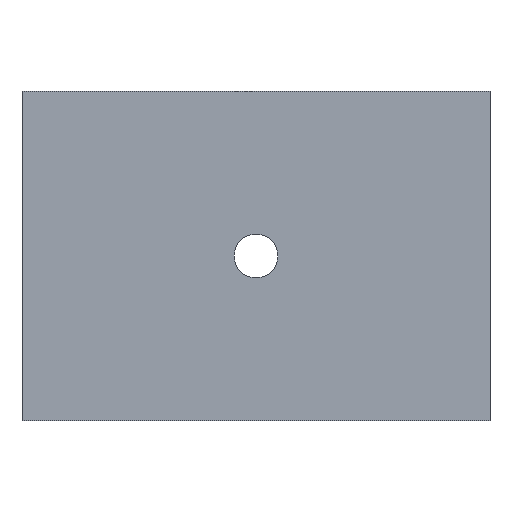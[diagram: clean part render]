
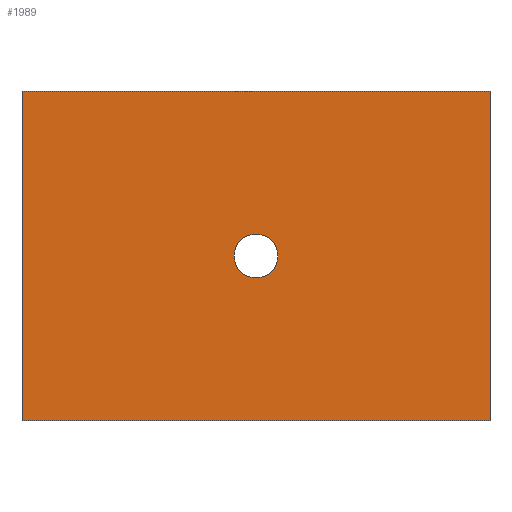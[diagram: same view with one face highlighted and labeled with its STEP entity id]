
A CAD part, front view. The second image highlights one B-rep face of the part: STEP entity #1989.
In plain terms, the highlighted planar face has unit normal (0, -1, 0).
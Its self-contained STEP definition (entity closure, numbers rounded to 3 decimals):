
#130 = VERTEX_POINT ( 'NONE', #638 ) ;
#132 = LINE ( 'NONE', #394, #378 ) ;
#142 = CARTESIAN_POINT ( 'NONE',  ( 0., 0., -345. ) ) ;
#205 = VERTEX_POINT ( 'NONE', #2256 ) ;
#242 = EDGE_CURVE ( 'NONE', #1486, #1133, #322, .T. ) ;
#322 = LINE ( 'NONE', #1751, #1168 ) ;
#378 = VECTOR ( 'NONE', #392, 1000. ) ;
#387 = CARTESIAN_POINT ( 'NONE',  ( 0., 0., -345. ) ) ;
#392 = DIRECTION ( 'NONE',  ( 0., 0., -1. ) ) ;
#394 = CARTESIAN_POINT ( 'NONE',  ( 490., 0., 0. ) ) ;
#463 = PLANE ( 'NONE',  #946 ) ;
#513 = EDGE_CURVE ( 'NONE', #205, #641, #1189, .T. ) ;
#527 = CARTESIAN_POINT ( 'NONE',  ( 245., 0., -149.5 ) ) ;
#533 = AXIS2_PLACEMENT_3D ( 'NONE', #1964, #1962, #1960 ) ;
#557 = ORIENTED_EDGE ( 'NONE', *, *, #572, .F. ) ;
#572 = EDGE_CURVE ( 'NONE', #130, #1486, #874, .T. ) ;
#638 = CARTESIAN_POINT ( 'NONE',  ( 490., 0., -345. ) ) ;
#640 = DIRECTION ( 'NONE',  ( 0., 0., -1. ) ) ;
#641 = VERTEX_POINT ( 'NONE', #527 ) ;
#730 = DIRECTION ( 'NONE',  ( 0., 0., 1. ) ) ;
#760 = CARTESIAN_POINT ( 'NONE',  ( 245., 0., -172.5 ) ) ;
#852 = DIRECTION ( 'NONE',  ( 0., -1., 0. ) ) ;
#874 = LINE ( 'NONE', #142, #1709 ) ;
#882 = EDGE_CURVE ( 'NONE', #641, #205, #1981, .T. ) ;
#893 = ORIENTED_EDGE ( 'NONE', *, *, #513, .T. ) ;
#896 = DIRECTION ( 'NONE',  ( -1., 0., 0. ) ) ;
#925 = EDGE_LOOP ( 'NONE', ( #2287, #557, #2016, #1372 ) ) ;
#946 = AXIS2_PLACEMENT_3D ( 'NONE', #2216, #852, #640 ) ;
#1017 = VECTOR ( 'NONE', #1478, 1000. ) ;
#1133 = VERTEX_POINT ( 'NONE', #1643 ) ;
#1168 = VECTOR ( 'NONE', #730, 1000. ) ;
#1180 = EDGE_CURVE ( 'NONE', #1133, #1836, #1888, .T. ) ;
#1189 = CIRCLE ( 'NONE', #1847, 23. ) ;
#1288 = EDGE_LOOP ( 'NONE', ( #1463, #893 ) ) ;
#1372 = ORIENTED_EDGE ( 'NONE', *, *, #1180, .F. ) ;
#1427 = EDGE_CURVE ( 'NONE', #1836, #130, #132, .T. ) ;
#1463 = ORIENTED_EDGE ( 'NONE', *, *, #882, .T. ) ;
#1470 = CARTESIAN_POINT ( 'NONE',  ( 0., 0., 0. ) ) ;
#1478 = DIRECTION ( 'NONE',  ( 1., 0., 0. ) ) ;
#1486 = VERTEX_POINT ( 'NONE', #387 ) ;
#1635 = DIRECTION ( 'NONE',  ( 0., 1., 0. ) ) ;
#1643 = CARTESIAN_POINT ( 'NONE',  ( 0., 0., 0. ) ) ;
#1673 = CARTESIAN_POINT ( 'NONE',  ( 490., 0., 0. ) ) ;
#1690 = FACE_BOUND ( 'NONE', #1288, .T. ) ;
#1709 = VECTOR ( 'NONE', #896, 1000. ) ;
#1751 = CARTESIAN_POINT ( 'NONE',  ( 0., 0., 0. ) ) ;
#1836 = VERTEX_POINT ( 'NONE', #1673 ) ;
#1847 = AXIS2_PLACEMENT_3D ( 'NONE', #760, #1635, #2237 ) ;
#1888 = LINE ( 'NONE', #1470, #1017 ) ;
#1907 = FACE_OUTER_BOUND ( 'NONE', #925, .T. ) ;
#1960 = DIRECTION ( 'NONE',  ( 0., 0., -1. ) ) ;
#1962 = DIRECTION ( 'NONE',  ( 0., 1., 0. ) ) ;
#1964 = CARTESIAN_POINT ( 'NONE',  ( 245., 0., -172.5 ) ) ;
#1981 = CIRCLE ( 'NONE', #533, 23. ) ;
#1989 = ADVANCED_FACE ( 'NONE', ( #1690, #1907 ), #463, .T. ) ;
#2016 = ORIENTED_EDGE ( 'NONE', *, *, #1427, .F. ) ;
#2216 = CARTESIAN_POINT ( 'NONE',  ( 0., 0., -345. ) ) ;
#2237 = DIRECTION ( 'NONE',  ( 0., 0., -1. ) ) ;
#2256 = CARTESIAN_POINT ( 'NONE',  ( 245., 0., -195.5 ) ) ;
#2287 = ORIENTED_EDGE ( 'NONE', *, *, #242, .F. ) ;
